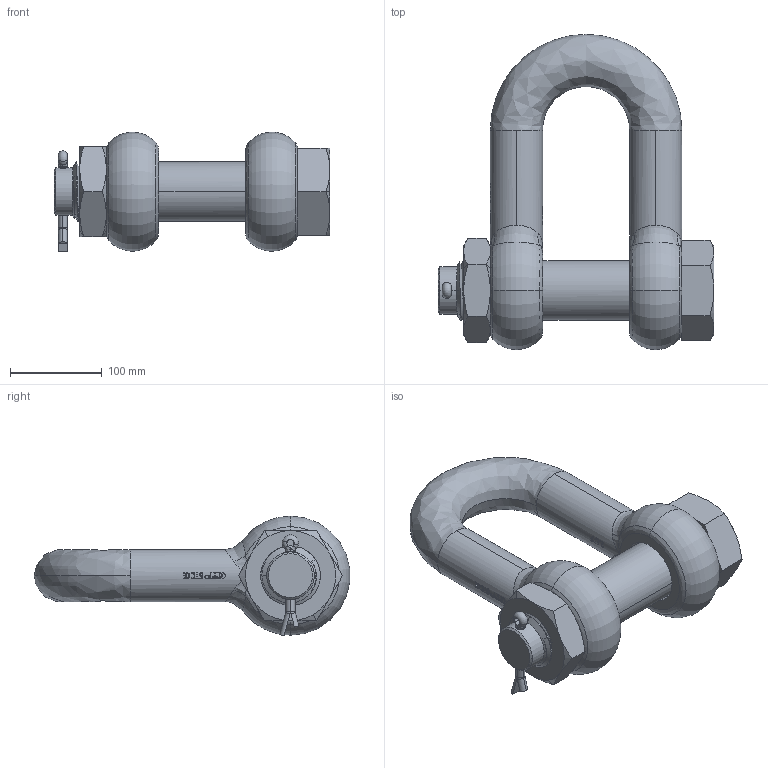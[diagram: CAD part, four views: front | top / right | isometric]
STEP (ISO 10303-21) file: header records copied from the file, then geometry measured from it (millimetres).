
FILE_DESCRIPTION (( 'STEP AP203' ), '1' );
FILE_NAME ('GPGDMB57.step', '2009-08-07T12:05:07', ( '.' ), ( '.' ), 'SwSTEP 2.0', 'SolidWorks 2009', '' );
FILE_SCHEMA (( 'CONFIG_CONTROL_DESIGN' ));
Products named in the file (5): GPGDMB57; 42,5_1; 42,5_2; 42,5_3; 42,5_4
Assembly tree (4 placements, depth 2):
  GPGDMB57
    42,5_3
    42,5_1
    42,5_4
    42,5_2
Bounding box: 301 x 344.03 x 130.74 mm (x, y, z)
Volume: 3357964.7 mm3; surface area: 293994.4 mm2
Topology: 4 solids, 4 shells, 737 faces, 1994 edges, 1304 vertices
Faces by surface type: plane 323, bspline 274, cylinder 100, cone 29, torus 11
Entity records: 37085 total; most frequent: CARTESIAN_POINT 20081, ORIENTED_EDGE 3972, DIRECTION 2517, EDGE_CURVE 1986, VERTEX_POINT 1304, VECTOR 973, LINE 973, EDGE_LOOP 792
